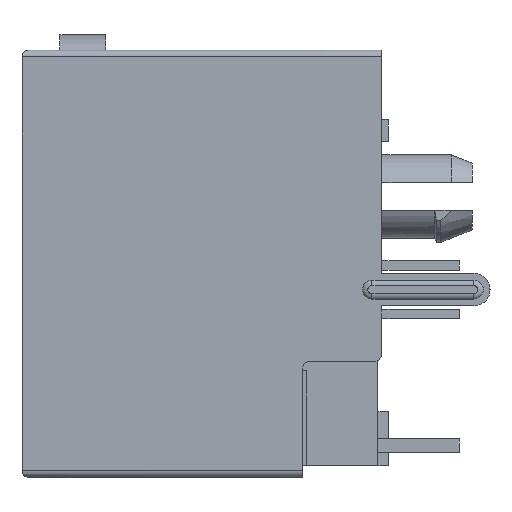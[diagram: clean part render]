
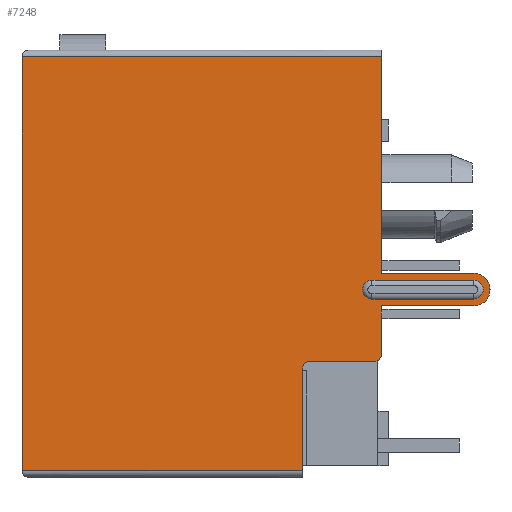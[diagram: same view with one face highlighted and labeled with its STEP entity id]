
A CAD part, left-side view. The second image highlights one B-rep face of the part: STEP entity #7248.
In plain terms, the highlighted planar face has unit normal (-1, 0, 0).
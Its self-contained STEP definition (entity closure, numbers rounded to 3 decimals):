
#50 = VERTEX_POINT ( 'NONE', #9041 ) ;
#80 = VERTEX_POINT ( 'NONE', #8970 ) ;
#110 = VERTEX_POINT ( 'NONE', #8977 ) ;
#140 = VERTEX_POINT ( 'NONE', #8974 ) ;
#170 = VERTEX_POINT ( 'NONE', #8986 ) ;
#200 = VERTEX_POINT ( 'NONE', #8984 ) ;
#230 = VERTEX_POINT ( 'NONE', #10681 ) ;
#307 = ORIENTED_EDGE ( 'NONE', *, *, #7336, .F. ) ;
#320 = VERTEX_POINT ( 'NONE', #10625 ) ;
#337 = ORIENTED_EDGE ( 'NONE', *, *, #7411, .T. ) ;
#367 = ORIENTED_EDGE ( 'NONE', *, *, #7416, .F. ) ;
#397 = ORIENTED_EDGE ( 'NONE', *, *, #7373, .T. ) ;
#427 = ORIENTED_EDGE ( 'NONE', *, *, #7362, .T. ) ;
#457 = ORIENTED_EDGE ( 'NONE', *, *, #7357, .T. ) ;
#487 = ORIENTED_EDGE ( 'NONE', *, *, #7442, .F. ) ;
#517 = ORIENTED_EDGE ( 'NONE', *, *, #7401, .T. ) ;
#547 = ORIENTED_EDGE ( 'NONE', *, *, #7454, .T. ) ;
#577 = ORIENTED_EDGE ( 'NONE', *, *, #7426, .T. ) ;
#591 = VERTEX_POINT ( 'NONE', #6887 ) ;
#607 = ORIENTED_EDGE ( 'NONE', *, *, #7432, .T. ) ;
#637 = ORIENTED_EDGE ( 'NONE', *, *, #7412, .T. ) ;
#667 = ORIENTED_EDGE ( 'NONE', *, *, #7342, .F. ) ;
#697 = ORIENTED_EDGE ( 'NONE', *, *, #7441, .F. ) ;
#709 = VERTEX_POINT ( 'NONE', #6878 ) ;
#727 = ORIENTED_EDGE ( 'NONE', *, *, #7455, .F. ) ;
#739 = VERTEX_POINT ( 'NONE', #7325 ) ;
#757 = ORIENTED_EDGE ( 'NONE', *, *, #7461, .F. ) ;
#769 = VERTEX_POINT ( 'NONE', #6677 ) ;
#799 = VERTEX_POINT ( 'NONE', #6757 ) ;
#829 = VERTEX_POINT ( 'NONE', #6998 ) ;
#859 = VERTEX_POINT ( 'NONE', #6942 ) ;
#919 = VERTEX_POINT ( 'NONE', #6668 ) ;
#1331 = AXIS2_PLACEMENT_3D ( 'NONE', #10168, #10169, #10170 ) ;
#1488 = AXIS2_PLACEMENT_3D ( 'NONE', #3935, #3937, #3938 ) ;
#1493 = AXIS2_PLACEMENT_3D ( 'NONE', #4039, #4041, #4043 ) ;
#1497 = AXIS2_PLACEMENT_3D ( 'NONE', #4242, #4243, #4244 ) ;
#1498 = AXIS2_PLACEMENT_3D ( 'NONE', #4247, #4248, #4249 ) ;
#1505 = AXIS2_PLACEMENT_3D ( 'NONE', #4377, #4378, #4380 ) ;
#1704 = FACE_OUTER_BOUND ( 'NONE', #8795, .T. ) ;
#1708 = FACE_BOUND ( 'NONE', #8730, .T. ) ;
#1848 = VECTOR ( 'NONE', #3904, 1000. ) ;
#1852 = LINE ( 'NONE', #3902, #1848 ) ;
#1859 = CIRCLE ( 'NONE', #1488, 0.35 ) ;
#1886 = LINE ( 'NONE', #3998, #1888 ) ;
#1888 = VECTOR ( 'NONE', #3996, 1000. ) ;
#1893 = CIRCLE ( 'NONE', #1493, 0.6 ) ;
#1912 = LINE ( 'NONE', #4090, #1914 ) ;
#1914 = VECTOR ( 'NONE', #4078, 1000. ) ;
#1964 = LINE ( 'NONE', #4211, #1967 ) ;
#1967 = VECTOR ( 'NONE', #4212, 1000. ) ;
#1983 = CIRCLE ( 'NONE', #1497, 0.25 ) ;
#1985 = CIRCLE ( 'NONE', #1498, 0.25 ) ;
#1991 = LINE ( 'NONE', #4259, #1994 ) ;
#1994 = VECTOR ( 'NONE', #4260, 1000. ) ;
#2008 = LINE ( 'NONE', #4291, #2009 ) ;
#2009 = VECTOR ( 'NONE', #4292, 1000. ) ;
#2016 = LINE ( 'NONE', #4376, #2075 ) ;
#2017 = LINE ( 'NONE', #4310, #2020 ) ;
#2020 = VECTOR ( 'NONE', #4311, 1000. ) ;
#2035 = LINE ( 'NONE', #4334, #2038 ) ;
#2037 = LINE ( 'NONE', #4339, #2040 ) ;
#2038 = VECTOR ( 'NONE', #4337, 1000. ) ;
#2040 = VECTOR ( 'NONE', #4340, 1000. ) ;
#2059 = LINE ( 'NONE', #4373, #2062 ) ;
#2061 = CIRCLE ( 'NONE', #1505, 0.35 ) ;
#2062 = VECTOR ( 'NONE', #4374, 1000. ) ;
#2075 = VECTOR ( 'NONE', #4393, 1000. ) ;
#3902 = CARTESIAN_POINT ( 'NONE',  ( -8.25, 13.12, -6.07 ) ) ;
#3904 = DIRECTION ( 'NONE',  ( 0., 1., 0. ) ) ;
#3935 = CARTESIAN_POINT ( 'NONE',  ( -8.25, 0.22, -3.43 ) ) ;
#3937 = DIRECTION ( 'NONE',  ( -1., 0., 0. ) ) ;
#3938 = DIRECTION ( 'NONE',  ( 0., 0., 1. ) ) ;
#3996 = DIRECTION ( 'NONE',  ( 0., 1., 0. ) ) ;
#3998 = CARTESIAN_POINT ( 'NONE',  ( -8.25, -0.13, -2.83 ) ) ;
#4039 = CARTESIAN_POINT ( 'NONE',  ( -8.25, -3.53, -3.43 ) ) ;
#4041 = DIRECTION ( 'NONE',  ( -1., 0., 0. ) ) ;
#4043 = DIRECTION ( 'NONE',  ( 0., 0., 1. ) ) ;
#4078 = DIRECTION ( 'NONE',  ( 0., -1., 0. ) ) ;
#4090 = CARTESIAN_POINT ( 'NONE',  ( -8.25, -0.13, -4.03 ) ) ;
#4211 = CARTESIAN_POINT ( 'NONE',  ( -8.25, 13.12, 5.15 ) ) ;
#4212 = DIRECTION ( 'NONE',  ( 0., 1., 0. ) ) ;
#4242 = CARTESIAN_POINT ( 'NONE',  ( -8.25, 0.12, -5.82 ) ) ;
#4243 = DIRECTION ( 'NONE',  ( -1., 0., 0. ) ) ;
#4244 = DIRECTION ( 'NONE',  ( 0., 1., 0. ) ) ;
#4247 = CARTESIAN_POINT ( 'NONE',  ( -8.25, 2.52, -6.32 ) ) ;
#4248 = DIRECTION ( 'NONE',  ( 1., 0., 0. ) ) ;
#4249 = DIRECTION ( 'NONE',  ( 0., 1., 0. ) ) ;
#4259 = CARTESIAN_POINT ( 'NONE',  ( -8.25, -0.13, 5.4 ) ) ;
#4260 = DIRECTION ( 'NONE',  ( 0., 0., -1. ) ) ;
#4291 = CARTESIAN_POINT ( 'NONE',  ( -8.25, 13.12, -10.1 ) ) ;
#4292 = DIRECTION ( 'NONE',  ( 0., -1., 0. ) ) ;
#4310 = CARTESIAN_POINT ( 'NONE',  ( -8.25, 2.77, -45.577 ) ) ;
#4311 = DIRECTION ( 'NONE',  ( 0., 0., 1. ) ) ;
#4334 = CARTESIAN_POINT ( 'NONE',  ( -8.25, 0.22, -3.08 ) ) ;
#4337 = DIRECTION ( 'NONE',  ( 0., 1., 0. ) ) ;
#4339 = CARTESIAN_POINT ( 'NONE',  ( -8.25, -0.13, 5.4 ) ) ;
#4340 = DIRECTION ( 'NONE',  ( 0., 0., -1. ) ) ;
#4373 = CARTESIAN_POINT ( 'NONE',  ( -8.25, 13.12, 5.4 ) ) ;
#4374 = DIRECTION ( 'NONE',  ( 0., 0., -1. ) ) ;
#4376 = CARTESIAN_POINT ( 'NONE',  ( -8.25, 0.22, -3.78 ) ) ;
#4377 = CARTESIAN_POINT ( 'NONE',  ( -8.25, -3.53, -3.43 ) ) ;
#4378 = DIRECTION ( 'NONE',  ( -1., 0., 0. ) ) ;
#4380 = DIRECTION ( 'NONE',  ( 0., 0., 1. ) ) ;
#4393 = DIRECTION ( 'NONE',  ( 0., -1., 0. ) ) ;
#6668 = CARTESIAN_POINT ( 'NONE',  ( -8.25, -0.13, -2.83 ) ) ;
#6677 = CARTESIAN_POINT ( 'NONE',  ( -8.25, 2.77, -6.32 ) ) ;
#6757 = CARTESIAN_POINT ( 'NONE',  ( -8.25, 2.77, -10.1 ) ) ;
#6878 = CARTESIAN_POINT ( 'NONE',  ( -8.25, -3.53, -3.78 ) ) ;
#6887 = CARTESIAN_POINT ( 'NONE',  ( -8.25, 0.12, -6.07 ) ) ;
#6942 = CARTESIAN_POINT ( 'NONE',  ( -8.25, 13.12, 5.15 ) ) ;
#6998 = CARTESIAN_POINT ( 'NONE',  ( -8.25, 13.12, -10.1 ) ) ;
#7248 = ADVANCED_FACE ( 'NONE', ( #1704, #1708 ), #10161, .F. ) ;
#7325 = CARTESIAN_POINT ( 'NONE',  ( -8.25, 0.22, -3.78 ) ) ;
#7336 = EDGE_CURVE ( 'NONE', #591, #230, #1852, .T. ) ;
#7342 = EDGE_CURVE ( 'NONE', #320, #739, #1859, .T. ) ;
#7357 = EDGE_CURVE ( 'NONE', #140, #919, #1886, .T. ) ;
#7362 = EDGE_CURVE ( 'NONE', #110, #140, #1893, .T. ) ;
#7373 = EDGE_CURVE ( 'NONE', #170, #110, #1912, .T. ) ;
#7401 = EDGE_CURVE ( 'NONE', #50, #859, #1964, .T. ) ;
#7411 = EDGE_CURVE ( 'NONE', #591, #80, #1983, .T. ) ;
#7412 = EDGE_CURVE ( 'NONE', #769, #230, #1985, .T. ) ;
#7416 = EDGE_CURVE ( 'NONE', #170, #80, #1991, .T. ) ;
#7426 = EDGE_CURVE ( 'NONE', #829, #799, #2008, .T. ) ;
#7432 = EDGE_CURVE ( 'NONE', #799, #769, #2017, .T. ) ;
#7441 = EDGE_CURVE ( 'NONE', #200, #320, #2035, .T. ) ;
#7442 = EDGE_CURVE ( 'NONE', #50, #919, #2037, .T. ) ;
#7454 = EDGE_CURVE ( 'NONE', #859, #829, #2059, .T. ) ;
#7455 = EDGE_CURVE ( 'NONE', #709, #200, #2061, .T. ) ;
#7461 = EDGE_CURVE ( 'NONE', #739, #709, #2016, .T. ) ;
#8730 = EDGE_LOOP ( 'NONE', ( #667, #697, #727, #757 ) ) ;
#8795 = EDGE_LOOP ( 'NONE', ( #307, #337, #367, #397, #427, #457, #487, #517, #547, #577, #607, #637 ) ) ;
#8970 = CARTESIAN_POINT ( 'NONE',  ( -8.25, -0.13, -5.82 ) ) ;
#8974 = CARTESIAN_POINT ( 'NONE',  ( -8.25, -3.53, -2.83 ) ) ;
#8977 = CARTESIAN_POINT ( 'NONE',  ( -8.25, -3.53, -4.03 ) ) ;
#8984 = CARTESIAN_POINT ( 'NONE',  ( -8.25, -3.53, -3.08 ) ) ;
#8986 = CARTESIAN_POINT ( 'NONE',  ( -8.25, -0.13, -4.03 ) ) ;
#9041 = CARTESIAN_POINT ( 'NONE',  ( -8.25, -0.13, 5.15 ) ) ;
#10161 = PLANE ( 'NONE',  #1331 ) ;
#10168 = CARTESIAN_POINT ( 'NONE',  ( -8.25, 13.12, 5.4 ) ) ;
#10169 = DIRECTION ( 'NONE',  ( 1., 0., 0. ) ) ;
#10170 = DIRECTION ( 'NONE',  ( 0., 1., 0. ) ) ;
#10625 = CARTESIAN_POINT ( 'NONE',  ( -8.25, 0.22, -3.08 ) ) ;
#10681 = CARTESIAN_POINT ( 'NONE',  ( -8.25, 2.52, -6.07 ) ) ;
